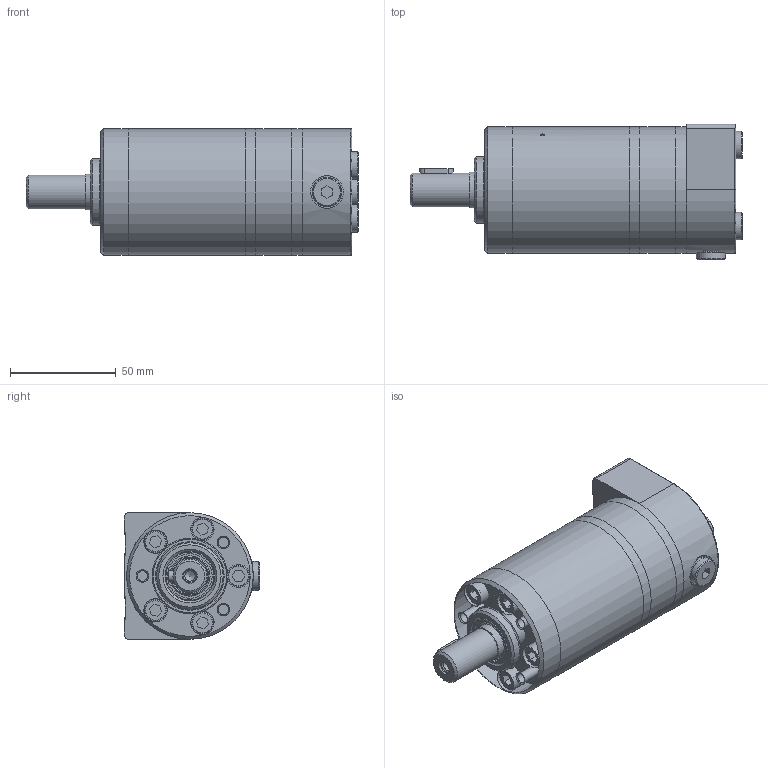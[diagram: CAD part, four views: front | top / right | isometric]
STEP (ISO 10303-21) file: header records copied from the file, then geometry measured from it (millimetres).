
FILE_DESCRIPTION(/* description */ ('STEP AP214'),/* implementation_level */ '2;1');
FILE_NAME(/* name */ 'MMS40C',/* time_stamp */ '2023-02-17T12:04:57+01:00',/* author */ ('License CC BY-ND 4.0'),/* organization */ ('CADENAS'),/* preprocessor_version */ 'ST-DEVELOPER v18.102',/* originating_system */ 'PARTsolutions',/* authorisation */ ' ');
FILE_SCHEMA (('AUTOMOTIVE_DESIGN {1 0 10303 214 3 1 1}'));
Length unit declared in the file: millimetre
Products named in the file (8): MMS40C; MMCSH; MMSP; MMVP; MM40D; MMVP2; MMBO; MMMF
Assembly tree (7 placements, depth 2):
  MMS40C
    MMCSH
    MMSP
    MMVP
    MM40D
    MMVP2
    MMBO
    MMMF
Bounding box: 157.25 x 64 x 60 mm (x, y, z)
Volume: 340999.6 mm3; surface area: 70247.6 mm2
Topology: 7 solids, 7 shells, 209 faces, 442 edges, 280 vertices
Faces by surface type: plane 116, cylinder 59, cone 22, torus 12
Full cylindrical faces by diameter (mm): 2 x2, 4.917 x4, 6 x1, 8.4 x3, 10 x5, 11 x5, 13 x3, 13.8 x1, 13.9 x3, 14 x1, 14.95 x2, 15.5 x1, 16 x1, 16.93 x1, 17.3 x2, 21.1 x1, 23.5 x1, 31.5 x1, 32 x1, 35.8 x1, 60 x5
Entity records: 5345 total; most frequent: CARTESIAN_POINT 927, DIRECTION 907, ORIENTED_EDGE 698, AXIS2_PLACEMENT_3D 354, EDGE_CURVE 349, FACE_BOUND 334, EDGE_LOOP 329, VERTEX_POINT 271
